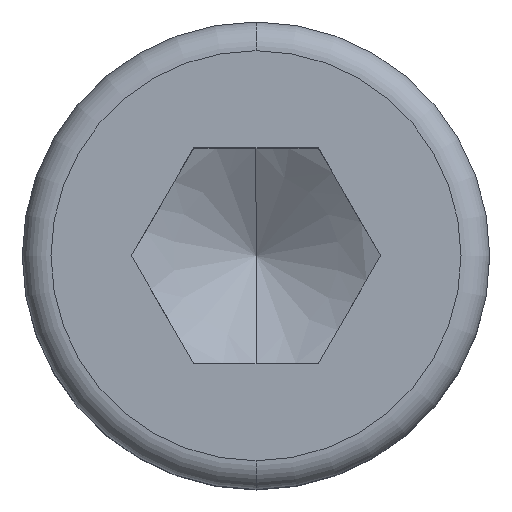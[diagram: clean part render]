
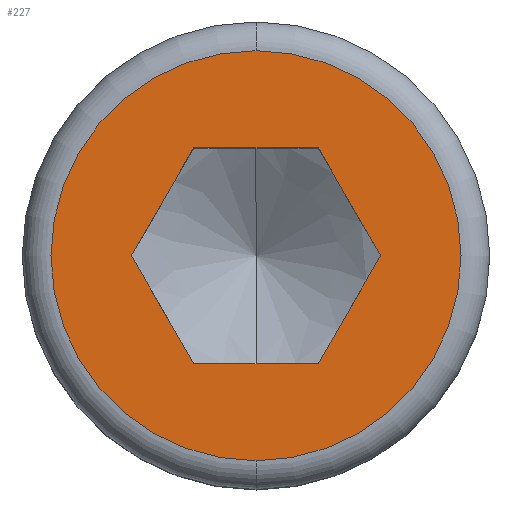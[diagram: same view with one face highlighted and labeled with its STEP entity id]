
A CAD part, top view. The second image highlights one B-rep face of the part: STEP entity #227.
In plain terms, the highlighted planar face has unit normal (0, 0, 1).
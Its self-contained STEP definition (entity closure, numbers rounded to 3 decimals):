
#143=VERTEX_POINT('',#378);
#155=VERTEX_POINT('',#391);
#175=VERTEX_POINT('',#413);
#191=EDGE_CURVE('',#175,#243,#430,.T.);
#201=VERTEX_POINT('',#441);
#203=EDGE_CURVE('',#271,#249,#443,.T.);
#227=ADVANCED_FACE('',(#471,#472),#473,.T.);
#243=VERTEX_POINT('',#491);
#245=EDGE_CURVE('',#249,#143,#493,.T.);
#249=VERTEX_POINT('',#497);
#259=EDGE_CURVE('',#323,#271,#507,.T.);
#271=VERTEX_POINT('',#521);
#307=EDGE_CURVE('',#143,#155,#563,.T.);
#311=EDGE_CURVE('',#201,#323,#567,.T.);
#323=VERTEX_POINT('',#581);
#331=EDGE_CURVE('',#243,#175,#590,.T.);
#351=EDGE_CURVE('',#155,#201,#611,.T.);
#378=CARTESIAN_POINT('',(1.733,3.001,8.));
#391=CARTESIAN_POINT('',(3.465,0.,8.));
#413=CARTESIAN_POINT('',(0.,-5.7,8.));
#430=CIRCLE('',#698,5.7);
#441=CARTESIAN_POINT('',(1.733,-3.001,8.));
#443=LINE('',#715,#716);
#471=FACE_BOUND('',#776,.T.);
#472=FACE_OUTER_BOUND('',#777,.T.);
#473=PLANE('',#778);
#491=CARTESIAN_POINT('',(0.,5.7,8.));
#493=LINE('',#804,#805);
#497=CARTESIAN_POINT('',(-1.733,3.001,8.));
#507=LINE('',#823,#824);
#521=CARTESIAN_POINT('',(-3.465,0.,8.));
#563=LINE('',#928,#929);
#567=LINE('',#936,#937);
#581=CARTESIAN_POINT('',(-1.732,-3.001,8.));
#590=CIRCLE('',#967,5.7);
#611=LINE('',#1006,#1007);
#698=AXIS2_PLACEMENT_3D('',#1076,#1077,#1078);
#715=CARTESIAN_POINT('',(-2.166,2.251,8.));
#716=VECTOR('',#1091,1.0);
#776=EDGE_LOOP('',(#1126,#1127,#1128,#1129,#1130,#1131));
#777=EDGE_LOOP('',(#1132,#1133));
#778=AXIS2_PLACEMENT_3D('',#1134,#1135,#1136);
#804=CARTESIAN_POINT('',(0.866,3.001,8.));
#805=VECTOR('',#1161,1.0);
#823=CARTESIAN_POINT('',(-3.032,-0.75,8.));
#824=VECTOR('',#1166,1.0);
#928=CARTESIAN_POINT('',(3.032,0.75,8.));
#929=VECTOR('',#1228,1.0);
#936=CARTESIAN_POINT('',(-0.866,-3.001,8.));
#937=VECTOR('',#1230,1.0);
#967=AXIS2_PLACEMENT_3D('',#1261,#1262,#1263);
#1006=CARTESIAN_POINT('',(2.166,-2.251,8.));
#1007=VECTOR('',#1283,1.0);
#1076=CARTESIAN_POINT('',(0.,0.,8.));
#1077=DIRECTION('',(0.,0.,1.0));
#1078=DIRECTION('',(-1.0,0.0,0.));
#1091=DIRECTION('',(0.5,0.866,0.0));
#1126=ORIENTED_EDGE('',*,*,#259,.T.);
#1127=ORIENTED_EDGE('',*,*,#203,.T.);
#1128=ORIENTED_EDGE('',*,*,#245,.T.);
#1129=ORIENTED_EDGE('',*,*,#307,.T.);
#1130=ORIENTED_EDGE('',*,*,#351,.T.);
#1131=ORIENTED_EDGE('',*,*,#311,.T.);
#1132=ORIENTED_EDGE('',*,*,#191,.T.);
#1133=ORIENTED_EDGE('',*,*,#331,.T.);
#1134=CARTESIAN_POINT('',(0.,-4.982,8.));
#1135=DIRECTION('',(0.,0.,1.0));
#1136=DIRECTION('',(0.,-1.0,0.));
#1161=DIRECTION('',(1.0,0.0,0.0));
#1166=DIRECTION('',(-0.5,0.866,0.0));
#1228=DIRECTION('',(0.5,-0.866,0.0));
#1230=DIRECTION('',(-1.0,0.0,0.0));
#1261=CARTESIAN_POINT('',(0.,0.,8.));
#1262=DIRECTION('',(0.,0.,1.0));
#1263=DIRECTION('',(-1.0,0.0,0.));
#1283=DIRECTION('',(-0.5,-0.866,0.0));
